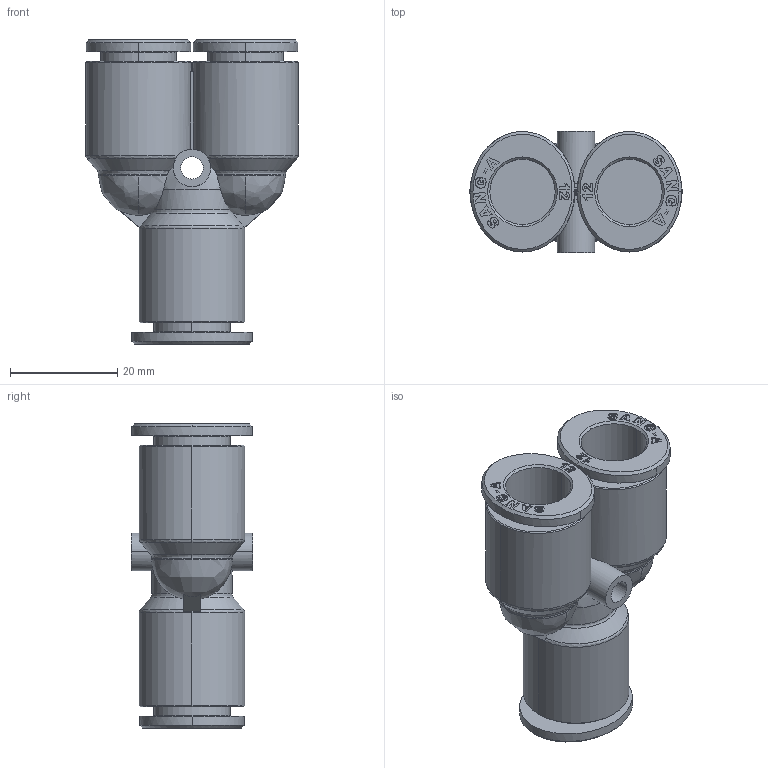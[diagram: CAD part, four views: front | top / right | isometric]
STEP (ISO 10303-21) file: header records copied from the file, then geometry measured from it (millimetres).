
FILE_DESCRIPTION (( 'STEP AP214' ), '1' );
FILE_NAME ('PY12.STEP', '2016-05-12T09:28:55', ( 'Gebruiker' ), ( '' ), 'SwSTEP 2.0', 'SolidWorks 2016', '' );
FILE_SCHEMA (( 'AUTOMOTIVE_DESIGN' ));
Length unit declared in the file: millimetre
Products named in the file (1): PY12
Bounding box: 39.7 x 22.7 x 56.8 mm (x, y, z)
Volume: 16776.2 mm3; surface area: 10253.2 mm2
Topology: 1 solids, 1 shells, 1124 faces, 3239 edges, 2156 vertices
Faces by surface type: plane 1023, bspline 41, cylinder 32, cone 23, torus 5
Entity records: 51185 total; most frequent: CARTESIAN_POINT 9545, ORIENTED_EDGE 6478, DIRECTION 5390, EDGE_CURVE 3239, VECTOR 2978, LINE 2978, VERTEX_POINT 2156, AXIS2_PLACEMENT_3D 1206
